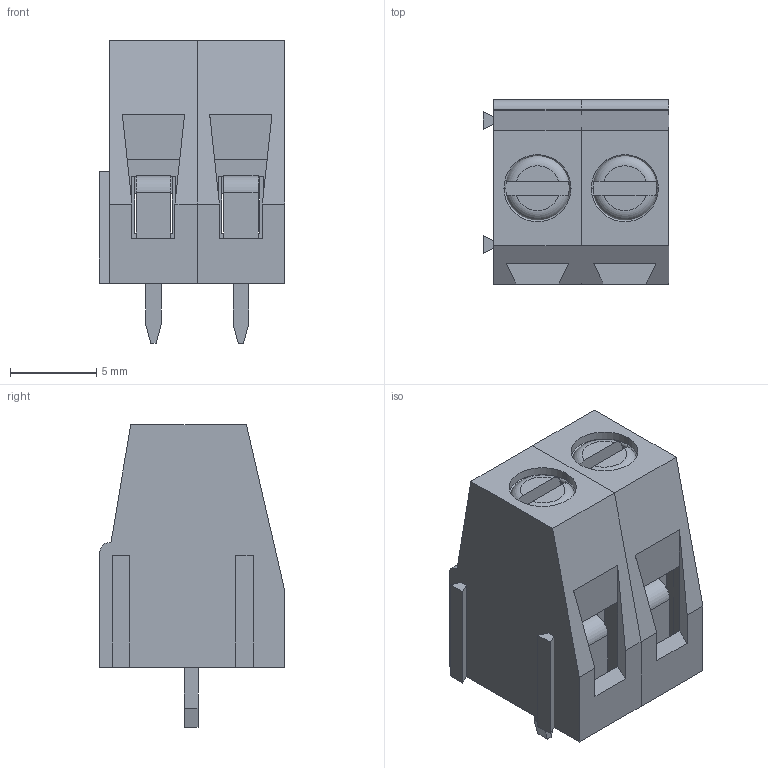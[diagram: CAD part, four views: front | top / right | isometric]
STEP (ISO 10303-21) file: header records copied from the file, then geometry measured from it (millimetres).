
FILE_DESCRIPTION (( 'STEP AP214' ), '1' );
FILE_NAME ('CONN-TH_4P-P5.08_MX128-5.08-04P-GN01-CU-Y-A.STEP', '2025-06-06T01:50:20', ( '' ), ( '' ), 'SwSTEP 2.0', 'SolidWorks 2021', '' );
FILE_SCHEMA (( 'AUTOMOTIVE_DESIGN' ));
Length unit declared in the file: millimetre
Products named in the file (1): CONN-TH_4P-P5.08_MX128-5.08-04P-GN01-CU-Y-A
Bounding box: 10.76 x 10.7 x 17.6 mm (x, y, z)
Volume: 916.8 mm3; surface area: 2380 mm2
Topology: 8 solids, 8 shells, 564 faces, 1547 edges, 1022 vertices
Faces by surface type: plane 406, bspline 98, cylinder 44, torus 16
Entity records: 24556 total; most frequent: CARTESIAN_POINT 4480, ORIENTED_EDGE 3094, DIRECTION 2393, EDGE_CURVE 1547, LINE 1219, VECTOR 1219, VERTEX_POINT 1022, EDGE_LOOP 603
